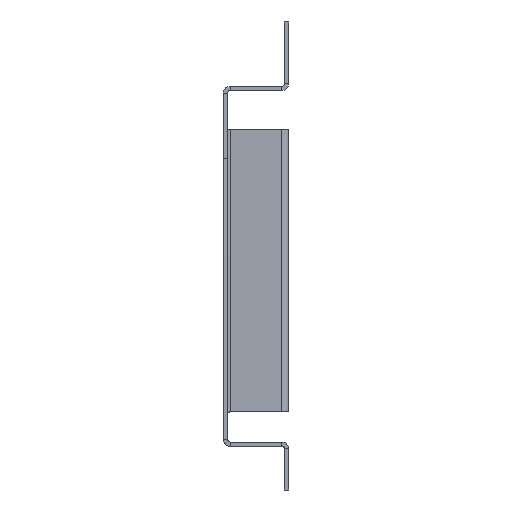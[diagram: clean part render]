
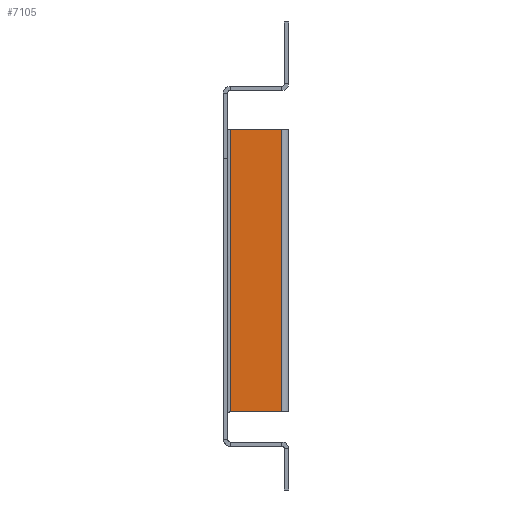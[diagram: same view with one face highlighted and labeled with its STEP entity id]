
A CAD part, left-side view. The second image highlights one B-rep face of the part: STEP entity #7105.
In plain terms, the highlighted planar face has unit normal (-1, 0, 0).
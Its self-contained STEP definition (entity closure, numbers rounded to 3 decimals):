
#218=PLANE('',#7507);
#567=FACE_OUTER_BOUND('',#1079,.T.);
#1079=EDGE_LOOP('',(#5825,#5826,#5827,#5828));
#2047=LINE('',#10999,#3015);
#2048=LINE('',#11003,#3016);
#2049=LINE('',#11005,#3017);
#2050=LINE('',#11006,#3018);
#3015=VECTOR('',#8649,10.);
#3016=VECTOR('',#8654,10.);
#3017=VECTOR('',#8655,10.);
#3018=VECTOR('',#8656,10.);
#4002=VERTEX_POINT('',#10985);
#4003=VERTEX_POINT('',#10989);
#4005=VERTEX_POINT('',#11002);
#4006=VERTEX_POINT('',#11004);
#4711=EDGE_CURVE('',#4002,#4003,#2047,.T.);
#4712=EDGE_CURVE('',#4003,#4005,#2048,.T.);
#4713=EDGE_CURVE('',#4005,#4006,#2049,.T.);
#4714=EDGE_CURVE('',#4006,#4002,#2050,.T.);
#5825=ORIENTED_EDGE('',*,*,#4711,.T.);
#5826=ORIENTED_EDGE('',*,*,#4712,.T.);
#5827=ORIENTED_EDGE('',*,*,#4713,.T.);
#5828=ORIENTED_EDGE('',*,*,#4714,.T.);
#7105=ADVANCED_FACE('',(#567),#218,.T.);
#7507=AXIS2_PLACEMENT_3D('',#11001,#8652,#8653);
#8649=DIRECTION('',(0.,0.,1.));
#8652=DIRECTION('center_axis',(-1.,0.,0.));
#8653=DIRECTION('ref_axis',(0.,0.,-1.));
#8654=DIRECTION('',(0.,1.,0.));
#8655=DIRECTION('',(0.,0.,-1.));
#8656=DIRECTION('',(0.,-1.,0.));
#10985=CARTESIAN_POINT('',(359.28,-17.018,10.));
#10989=CARTESIAN_POINT('',(359.28,-17.018,92.5));
#10999=CARTESIAN_POINT('',(359.28,-17.018,30.603));
#11001=CARTESIAN_POINT('Origin',(359.28,-9.442,51.207));
#11002=CARTESIAN_POINT('',(359.28,-1.982,92.5));
#11003=CARTESIAN_POINT('',(359.28,-1.982,92.5));
#11004=CARTESIAN_POINT('',(359.28,-1.982,10.));
#11005=CARTESIAN_POINT('',(359.28,-1.982,51.179));
#11006=CARTESIAN_POINT('',(359.28,-1.982,10.));
